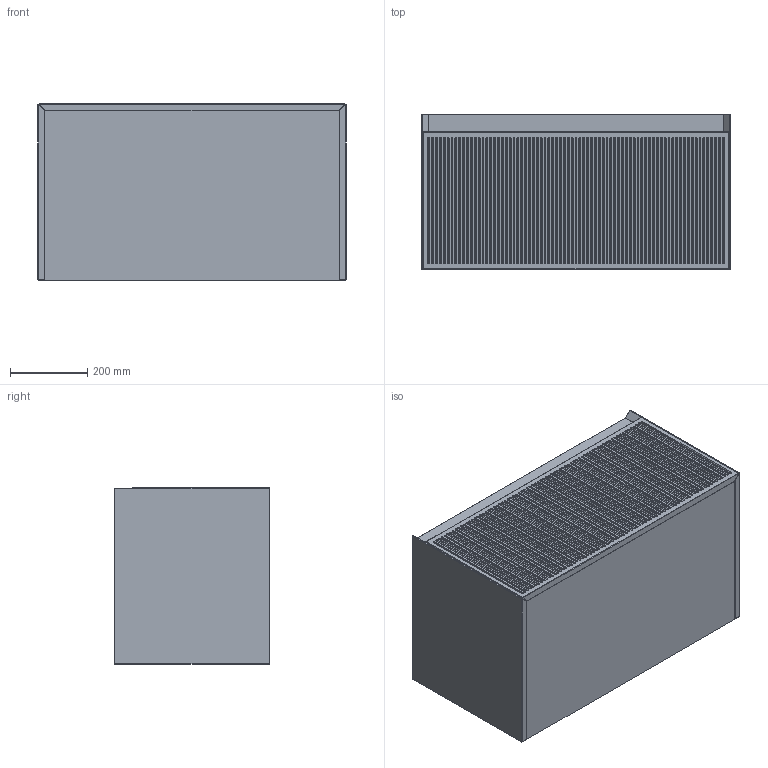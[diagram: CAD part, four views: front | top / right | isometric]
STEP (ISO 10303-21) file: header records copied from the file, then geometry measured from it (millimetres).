
FILE_DESCRIPTION (( 'STEP AP214' ), '1' );
FILE_NAME ('MO080W1_STEP_V11023.STEP', '2023-10-26T10:43:28', ( '' ), ( '' ), 'SwSTEP 2.0', 'SolidWorks 2019', '' );
FILE_SCHEMA (( 'AUTOMOTIVE_DESIGN' ));
Length unit declared in the file: inch
Products named in the file (1): MO080W1_STEP_V11023
Bounding box: 795 x 400 x 455 mm (x, y, z)
Volume: 26906063.3 mm3; surface area: 3394194.1 mm2
Topology: 10 solids, 10 shells, 493 faces, 1154 edges, 742 vertices
Faces by surface type: cylinder 184, torus 154, plane 139, sphere 16
Entity records: 20810 total; most frequent: DIRECTION 2792, CARTESIAN_POINT 2386, ORIENTED_EDGE 2276, AXIS2_PLACEMENT_3D 1164, EDGE_CURVE 1138, VERTEX_POINT 742, CIRCLE 670, EDGE_LOOP 570
